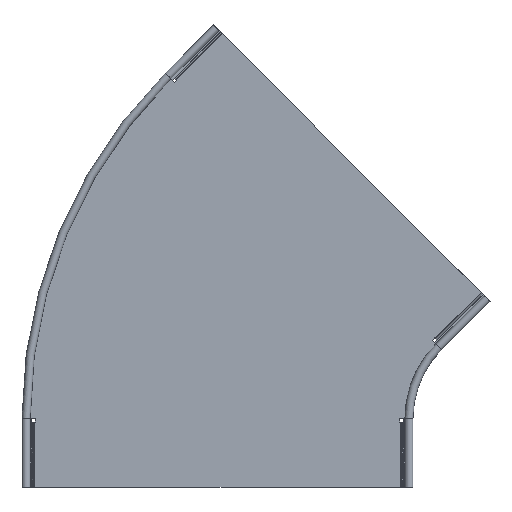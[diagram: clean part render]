
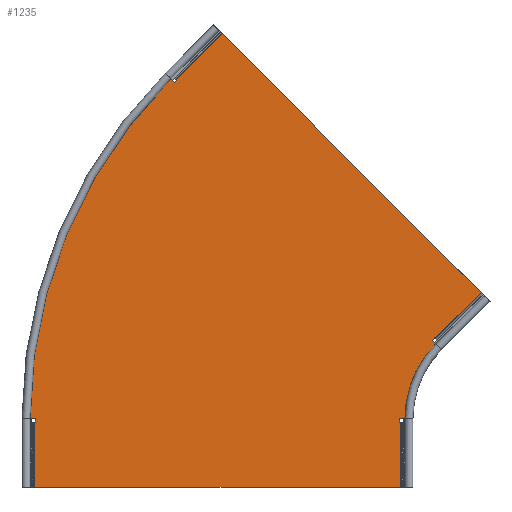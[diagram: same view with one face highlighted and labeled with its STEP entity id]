
A CAD part, top view. The second image highlights one B-rep face of the part: STEP entity #1235.
In plain terms, the highlighted planar face has unit normal (0, 0, 1).
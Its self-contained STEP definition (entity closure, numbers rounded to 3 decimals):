
#165=DIRECTION('',(0.,-1.,0.));
#166=VECTOR('',#165,100.);
#167=CARTESIAN_POINT('',(-280.55,100.,0.));
#168=LINE('',#167,#166);
#198=DIRECTION('',(-1.,0.,0.));
#199=VECTOR('',#198,18.001);
#200=CARTESIAN_POINT('',(-279.499,105.,0.));
#201=LINE('',#200,#199);
#202=DIRECTION('',(-1.,0.,0.));
#203=VECTOR('',#202,1.051);
#204=CARTESIAN_POINT('',(-279.499,100.,0.));
#205=LINE('',#204,#203);
#206=DIRECTION('',(0.,-1.,0.));
#207=VECTOR('',#206,5.);
#208=CARTESIAN_POINT('',(-279.499,105.,0.));
#209=LINE('',#208,#207);
#210=CARTESIAN_POINT('',(450.,105.,0.));
#211=DIRECTION('',(0.,0.,1.));
#212=DIRECTION('',(-0.707,0.707,0.));
#213=AXIS2_PLACEMENT_3D('',#210,#211,#212);
#215=DIRECTION('',(-0.707,0.707,0.));
#216=VECTOR('',#215,18.001);
#217=CARTESIAN_POINT('',(-65.834,620.834,0.));
#218=LINE('',#217,#216);
#219=DIRECTION('',(-0.707,-0.707,0.));
#220=VECTOR('',#219,5.);
#221=CARTESIAN_POINT('',(-62.298,624.369,0.));
#222=LINE('',#221,#220);
#223=DIRECTION('',(0.707,-0.707,0.));
#224=VECTOR('',#223,1.051);
#225=CARTESIAN_POINT('',(-63.041,625.112,0.));
#226=LINE('',#225,#224);
#227=DIRECTION('',(-0.707,0.707,0.));
#228=VECTOR('',#227,561.1);
#229=CARTESIAN_POINT('',(404.427,299.065,0.));
#230=LINE('',#229,#228);
#231=DIRECTION('',(0.707,-0.707,0.));
#232=VECTOR('',#231,1.051);
#233=CARTESIAN_POINT('',(332.973,229.098,0.));
#234=LINE('',#233,#232);
#235=DIRECTION('',(0.707,0.707,0.));
#236=VECTOR('',#235,5.);
#237=CARTESIAN_POINT('',(329.437,225.563,0.));
#238=LINE('',#237,#236);
#239=DIRECTION('',(-0.707,0.707,0.));
#240=VECTOR('',#239,18.001);
#241=CARTESIAN_POINT('',(342.166,212.834,0.));
#242=LINE('',#241,#240);
#243=CARTESIAN_POINT('',(450.,105.,0.));
#244=DIRECTION('',(0.,0.,-1.));
#245=DIRECTION('',(-1.,0.,0.));
#246=AXIS2_PLACEMENT_3D('',#243,#244,#245);
#248=DIRECTION('',(0.,1.,0.));
#249=VECTOR('',#248,5.);
#250=CARTESIAN_POINT('',(279.499,100.,0.));
#251=LINE('',#250,#249);
#252=DIRECTION('',(-1.,0.,0.));
#253=VECTOR('',#252,1.051);
#254=CARTESIAN_POINT('',(280.55,100.,0.));
#255=LINE('',#254,#253);
#260=DIRECTION('',(0.,1.,0.));
#261=VECTOR('',#260,100.);
#262=CARTESIAN_POINT('',(280.55,0.,0.));
#263=LINE('',#262,#261);
#334=DIRECTION('',(-1.,0.,0.));
#335=VECTOR('',#334,18.001);
#336=CARTESIAN_POINT('',(297.5,105.,0.));
#337=LINE('',#336,#335);
#367=DIRECTION('',(0.707,0.707,0.));
#368=VECTOR('',#367,100.);
#369=CARTESIAN_POINT('',(333.716,228.355,0.));
#370=LINE('',#369,#368);
#401=DIRECTION('',(-0.707,-0.707,0.));
#402=VECTOR('',#401,100.);
#403=CARTESIAN_POINT('',(7.669,695.823,0.));
#404=LINE('',#403,#402);
#659=DIRECTION('',(-1.,0.,0.));
#660=VECTOR('',#659,561.1);
#661=CARTESIAN_POINT('',(280.55,0.,0.));
#662=LINE('',#661,#660);
#742=CARTESIAN_POINT('',(297.5,105.,0.));
#744=VERTEX_POINT('',#742);
#747=CARTESIAN_POINT('',(342.166,212.834,0.));
#749=VERTEX_POINT('',#747);
#751=CARTESIAN_POINT('',(279.499,105.,0.));
#753=VERTEX_POINT('',#751);
#754=CARTESIAN_POINT('',(-280.55,0.,0.));
#756=VERTEX_POINT('',#754);
#758=CARTESIAN_POINT('',(280.55,0.,0.));
#760=VERTEX_POINT('',#758);
#762=CARTESIAN_POINT('',(-279.499,100.,0.));
#764=VERTEX_POINT('',#762);
#767=CARTESIAN_POINT('',(-280.55,100.,0.));
#769=VERTEX_POINT('',#767);
#771=CARTESIAN_POINT('',(279.499,100.,0.));
#773=VERTEX_POINT('',#771);
#775=CARTESIAN_POINT('',(280.55,100.,0.));
#777=VERTEX_POINT('',#775);
#846=CARTESIAN_POINT('',(-297.5,105.,0.));
#847=VERTEX_POINT('',#846);
#848=CARTESIAN_POINT('',(-279.499,105.,0.));
#850=VERTEX_POINT('',#848);
#868=CARTESIAN_POINT('',(-78.562,633.562,0.));
#869=VERTEX_POINT('',#868);
#870=CARTESIAN_POINT('',(-65.834,620.834,0.));
#871=VERTEX_POINT('',#870);
#872=CARTESIAN_POINT('',(329.437,225.563,0.));
#873=VERTEX_POINT('',#872);
#874=CARTESIAN_POINT('',(332.973,229.098,0.));
#875=VERTEX_POINT('',#874);
#876=CARTESIAN_POINT('',(333.716,228.355,0.));
#877=VERTEX_POINT('',#876);
#878=CARTESIAN_POINT('',(404.427,299.065,0.));
#879=CARTESIAN_POINT('',(7.669,695.823,0.));
#880=VERTEX_POINT('',#878);
#881=VERTEX_POINT('',#879);
#882=CARTESIAN_POINT('',(-63.041,625.112,0.));
#883=CARTESIAN_POINT('',(-62.298,624.369,0.));
#884=VERTEX_POINT('',#882);
#885=VERTEX_POINT('',#883);
#1192=CARTESIAN_POINT('',(450.,105.,0.));
#1193=DIRECTION('',(0.,0.,-1.));
#1194=DIRECTION('',(-1.,0.,0.));
#1195=AXIS2_PLACEMENT_3D('',#1192,#1193,#1194);
#1196=PLANE('',#1195);
#1198=ORIENTED_EDGE('',*,*,#1197,.F.);
#1200=ORIENTED_EDGE('',*,*,#1199,.T.);
#1201=ORIENTED_EDGE('',*,*,#1131,.F.);
#1202=ORIENTED_EDGE('',*,*,#1157,.F.);
#1203=ORIENTED_EDGE('',*,*,#1171,.F.);
#1204=ORIENTED_EDGE('',*,*,#1183,.T.);
#1206=ORIENTED_EDGE('',*,*,#1205,.F.);
#1208=ORIENTED_EDGE('',*,*,#1207,.F.);
#1210=ORIENTED_EDGE('',*,*,#1209,.F.);
#1212=ORIENTED_EDGE('',*,*,#1211,.F.);
#1214=ORIENTED_EDGE('',*,*,#1213,.F.);
#1216=ORIENTED_EDGE('',*,*,#1215,.F.);
#1218=ORIENTED_EDGE('',*,*,#1217,.F.);
#1220=ORIENTED_EDGE('',*,*,#1219,.F.);
#1222=ORIENTED_EDGE('',*,*,#1221,.F.);
#1224=ORIENTED_EDGE('',*,*,#1223,.F.);
#1226=ORIENTED_EDGE('',*,*,#1225,.F.);
#1228=ORIENTED_EDGE('',*,*,#1227,.T.);
#1230=ORIENTED_EDGE('',*,*,#1229,.F.);
#1232=ORIENTED_EDGE('',*,*,#1231,.F.);
#1233=EDGE_LOOP('',(#1198,#1200,#1201,#1202,#1203,#1204,#1206,#1208,#1210,#1212,
#1214,#1216,#1218,#1220,#1222,#1224,#1226,#1228,#1230,#1232));
#1234=FACE_OUTER_BOUND('',#1233,.F.);
#1235=ADVANCED_FACE('',(#1234),#1196,.F.);
#214=CIRCLE('',#213,747.5);
#247=CIRCLE('',#246,152.5);
#1131=EDGE_CURVE('',#769,#756,#168,.T.);
#1157=EDGE_CURVE('',#764,#769,#205,.T.);
#1171=EDGE_CURVE('',#850,#764,#209,.T.);
#1183=EDGE_CURVE('',#850,#847,#201,.T.);
#1197=EDGE_CURVE('',#760,#777,#263,.T.);
#1199=EDGE_CURVE('',#760,#756,#662,.T.);
#1205=EDGE_CURVE('',#869,#847,#214,.T.);
#1207=EDGE_CURVE('',#871,#869,#218,.T.);
#1209=EDGE_CURVE('',#885,#871,#222,.T.);
#1211=EDGE_CURVE('',#884,#885,#226,.T.);
#1213=EDGE_CURVE('',#881,#884,#404,.T.);
#1215=EDGE_CURVE('',#880,#881,#230,.T.);
#1217=EDGE_CURVE('',#877,#880,#370,.T.);
#1219=EDGE_CURVE('',#875,#877,#234,.T.);
#1221=EDGE_CURVE('',#873,#875,#238,.T.);
#1223=EDGE_CURVE('',#749,#873,#242,.T.);
#1225=EDGE_CURVE('',#744,#749,#247,.T.);
#1227=EDGE_CURVE('',#744,#753,#337,.T.);
#1229=EDGE_CURVE('',#773,#753,#251,.T.);
#1231=EDGE_CURVE('',#777,#773,#255,.T.);
